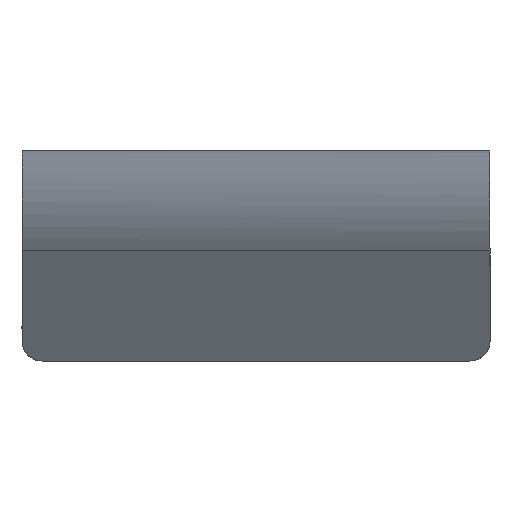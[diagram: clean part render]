
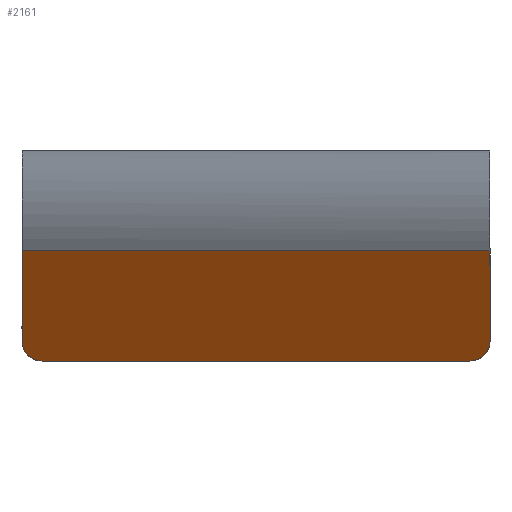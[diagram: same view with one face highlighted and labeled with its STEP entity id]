
A CAD part, left-side view. The second image highlights one B-rep face of the part: STEP entity #2161.
In plain terms, the highlighted planar face has unit normal (-0.707, 0.707, 0).
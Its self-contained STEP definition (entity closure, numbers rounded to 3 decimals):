
#360 = DIRECTION ( 'NONE',  ( 0.707, -0.707, 0. ) ) ;
#423 = VERTEX_POINT ( 'NONE', #4337 ) ;
#450 = VECTOR ( 'NONE', #4743, 1000. ) ;
#543 =( BOUNDED_CURVE ( )  B_SPLINE_CURVE ( 3, ( #2374, #4989, #9008, #3401 ),
 .UNSPECIFIED., .F., .F. ) 
 B_SPLINE_CURVE_WITH_KNOTS ( ( 4, 4 ),
 ( 1.571, 3.142 ),
 .UNSPECIFIED. ) 
 CURVE ( )  GEOMETRIC_REPRESENTATION_ITEM ( )  RATIONAL_B_SPLINE_CURVE ( ( 1., 0.805, 0.805, 1. ) ) 
 REPRESENTATION_ITEM ( '' )  );
#732 = VERTEX_POINT ( 'NONE', #7537 ) ;
#844 = CARTESIAN_POINT ( 'NONE',  ( -270.615, 92.13, 94.652 ) ) ;
#1553 = CARTESIAN_POINT ( 'NONE',  ( -315.415, 47.33, 83.652 ) ) ;
#1634 = DIRECTION ( 'NONE',  ( 0., 0., 1. ) ) ;
#1736 = CARTESIAN_POINT ( 'NONE',  ( -271.443, 91.302, 83.652 ) ) ;
#1879 = VECTOR ( 'NONE', #1634, 1000. ) ;
#2026 = EDGE_CURVE ( 'NONE', #7374, #732, #543, .T. ) ;
#2161 = ADVANCED_FACE ( 'NONE', ( #5359 ), #8568, .F. ) ;
#2374 = CARTESIAN_POINT ( 'NONE',  ( -315.415, 47.33, 83.652 ) ) ;
#2479 = CARTESIAN_POINT ( 'NONE',  ( -272.615, 90.13, 83.652 ) ) ;
#2497 = CARTESIAN_POINT ( 'NONE',  ( -272.615, 90.13, 83.652 ) ) ;
#2614 = EDGE_CURVE ( 'NONE', #423, #10303, #3542, .T. ) ;
#3317 = CARTESIAN_POINT ( 'NONE',  ( -270.615, 92.13, 85.652 ) ) ;
#3401 = CARTESIAN_POINT ( 'NONE',  ( -317.415, 45.33, 85.652 ) ) ;
#3417 = CARTESIAN_POINT ( 'NONE',  ( -270.615, 92.13, 84.48 ) ) ;
#3443 = ORIENTED_EDGE ( 'NONE', *, *, #9858, .T. ) ;
#3542 = LINE ( 'NONE', #6855, #9139 ) ;
#3669 = DIRECTION ( 'NONE',  ( 0.707, 0.707, 0. ) ) ;
#4076 = EDGE_CURVE ( 'NONE', #6895, #10303, #9634, .T. ) ;
#4100 = AXIS2_PLACEMENT_3D ( 'NONE', #10093, #360, #3669 ) ;
#4242 = EDGE_LOOP ( 'NONE', ( #5322, #3443, #4946, #5091, #10142, #6375 ) ) ;
#4245 = CARTESIAN_POINT ( 'NONE',  ( -317.415, 45.33, 83.652 ) ) ;
#4337 = CARTESIAN_POINT ( 'NONE',  ( -270.615, 92.13, 85.652 ) ) ;
#4577 =( BOUNDED_CURVE ( )  B_SPLINE_CURVE ( 3, ( #3317, #3417, #1736, #2497 ),
 .UNSPECIFIED., .F., .F. ) 
 B_SPLINE_CURVE_WITH_KNOTS ( ( 4, 4 ),
 ( 3.142, 4.712 ),
 .UNSPECIFIED. ) 
 CURVE ( )  GEOMETRIC_REPRESENTATION_ITEM ( )  RATIONAL_B_SPLINE_CURVE ( ( 1., 0.805, 0.805, 1. ) ) 
 REPRESENTATION_ITEM ( '' )  );
#4743 = DIRECTION ( 'NONE',  ( 0.707, 0.707, 0. ) ) ;
#4908 = CARTESIAN_POINT ( 'NONE',  ( -317.415, 45.33, 78.04 ) ) ;
#4946 = ORIENTED_EDGE ( 'NONE', *, *, #5440, .T. ) ;
#4989 = CARTESIAN_POINT ( 'NONE',  ( -316.586, 46.158, 83.652 ) ) ;
#5091 = ORIENTED_EDGE ( 'NONE', *, *, #2026, .T. ) ;
#5322 = ORIENTED_EDGE ( 'NONE', *, *, #2614, .F. ) ;
#5359 = FACE_OUTER_BOUND ( 'NONE', #4242, .T. ) ;
#5440 = EDGE_CURVE ( 'NONE', #6191, #7374, #5720, .T. ) ;
#5720 = LINE ( 'NONE', #4245, #8783 ) ;
#6191 = VERTEX_POINT ( 'NONE', #2479 ) ;
#6375 = ORIENTED_EDGE ( 'NONE', *, *, #4076, .T. ) ;
#6753 = DIRECTION ( 'NONE',  ( 0., 0., 1. ) ) ;
#6855 = CARTESIAN_POINT ( 'NONE',  ( -270.615, 92.13, 78.04 ) ) ;
#6895 = VERTEX_POINT ( 'NONE', #7827 ) ;
#7374 = VERTEX_POINT ( 'NONE', #1553 ) ;
#7537 = CARTESIAN_POINT ( 'NONE',  ( -317.415, 45.33, 85.652 ) ) ;
#7553 = DIRECTION ( 'NONE',  ( -0.707, -0.707, 0. ) ) ;
#7827 = CARTESIAN_POINT ( 'NONE',  ( -317.415, 45.33, 94.652 ) ) ;
#7958 = CARTESIAN_POINT ( 'NONE',  ( -312.293, 50.451, 94.652 ) ) ;
#8568 = PLANE ( 'NONE',  #4100 ) ;
#8783 = VECTOR ( 'NONE', #7553, 1000. ) ;
#8876 = EDGE_CURVE ( 'NONE', #732, #6895, #9037, .T. ) ;
#9008 = CARTESIAN_POINT ( 'NONE',  ( -317.415, 45.33, 84.48 ) ) ;
#9037 = LINE ( 'NONE', #4908, #1879 ) ;
#9139 = VECTOR ( 'NONE', #6753, 1000. ) ;
#9634 = LINE ( 'NONE', #7958, #450 ) ;
#9858 = EDGE_CURVE ( 'NONE', #423, #6191, #4577, .T. ) ;
#10093 = CARTESIAN_POINT ( 'NONE',  ( -312.293, 50.451, 78.04 ) ) ;
#10142 = ORIENTED_EDGE ( 'NONE', *, *, #8876, .T. ) ;
#10303 = VERTEX_POINT ( 'NONE', #844 ) ;
